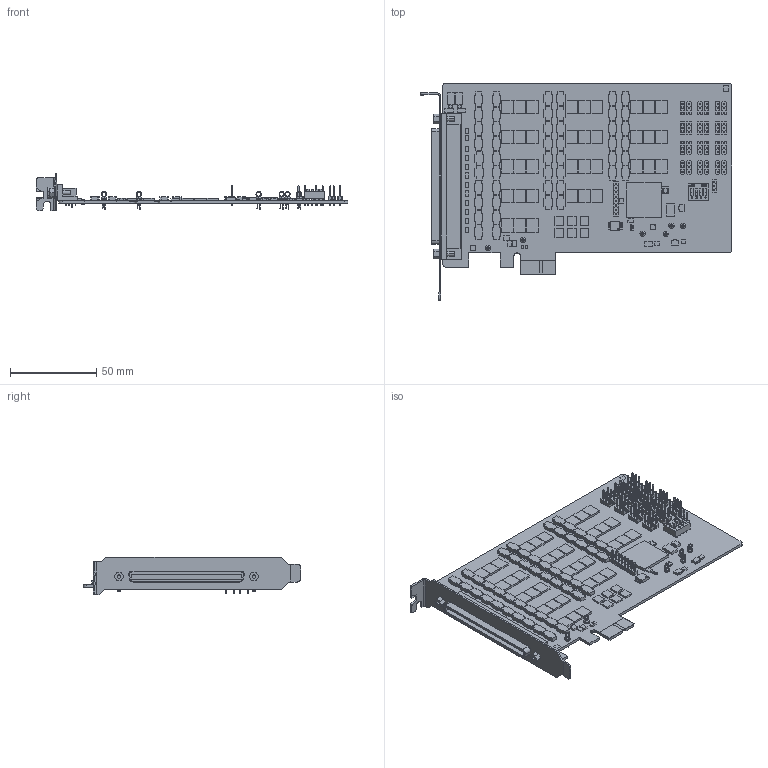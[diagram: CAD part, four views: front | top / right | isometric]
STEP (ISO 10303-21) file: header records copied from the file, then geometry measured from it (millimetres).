
FILE_DESCRIPTION (( 'STEP AP214' ), '1' );
FILE_NAME ('PCIE-1753-B.STEP', '2025-03-12T02:10:26', ( '' ), ( '' ), 'SwSTEP 2.0', 'SolidWorks 2024', '' );
FILE_SCHEMA (( 'AUTOMOTIVE_DESIGN' ));
Length unit declared in the file: millimetre
Products named in the file (1): PCIE-1753-B
Bounding box: 180.68 x 126.22 x 21.6 mm (x, y, z)
Volume: 46940.4 mm3; surface area: 64705.5 mm2
Topology: 180 solids, 182 shells, 5454 faces, 13939 edges, 9117 vertices
Faces by surface type: plane 4813, cylinder 583, bspline 30, torus 24, cone 4
Entity records: 165557 total; most frequent: CARTESIAN_POINT 30109, ORIENTED_EDGE 27870, DIRECTION 25781, EDGE_CURVE 13935, LINE 12467, VECTOR 12467, VERTEX_POINT 9117, AXIS2_PLACEMENT_3D 6657
